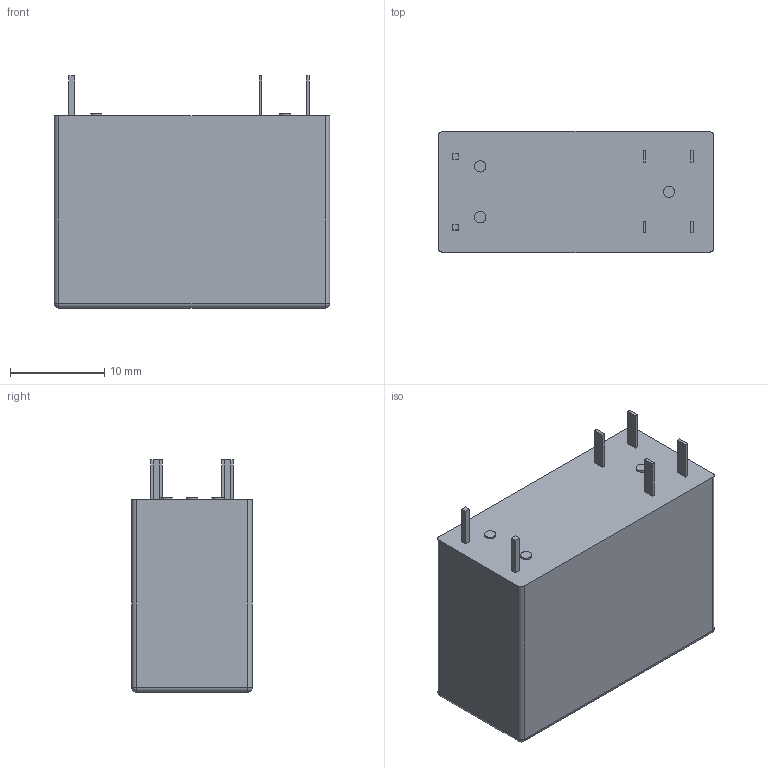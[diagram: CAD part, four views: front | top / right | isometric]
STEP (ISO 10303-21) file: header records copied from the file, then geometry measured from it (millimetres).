
FILE_DESCRIPTION((''),'2;1');
FILE_NAME('C-7-1440009-5','2012-08-23T',('workeradm'),('Tyco Electronics Ltd.'),'PRO/ENGINEER BY PARAMETRIC TECHNOLOGY CORPORATION, 2010430','PRO/ENGINEER BY PARAMETRIC TECHNOLOGY CORPORATION, 2010430','');
FILE_SCHEMA(('AUTOMOTIVE_DESIGN { 1 0 10303 214 1 1 1 1 }'));
Length unit declared in the file: millimetre
Products named in the file (1): C-7-1440009-5
Bounding box: 29.2 x 12.8 x 24.6 mm (x, y, z)
Volume: 7622.6 mm3; surface area: 2503.2 mm2
Topology: 1 solids, 1 shells, 63 faces, 138 edges, 88 vertices
Faces by surface type: plane 41, cylinder 18, sphere 4
Entity records: 2019 total; most frequent: DIRECTION 300, CARTESIAN_POINT 291, ORIENTED_EDGE 276, EDGE_CURVE 138, VECTOR 102, LINE 102, AXIS2_PLACEMENT_3D 99, VERTEX_POINT 88
